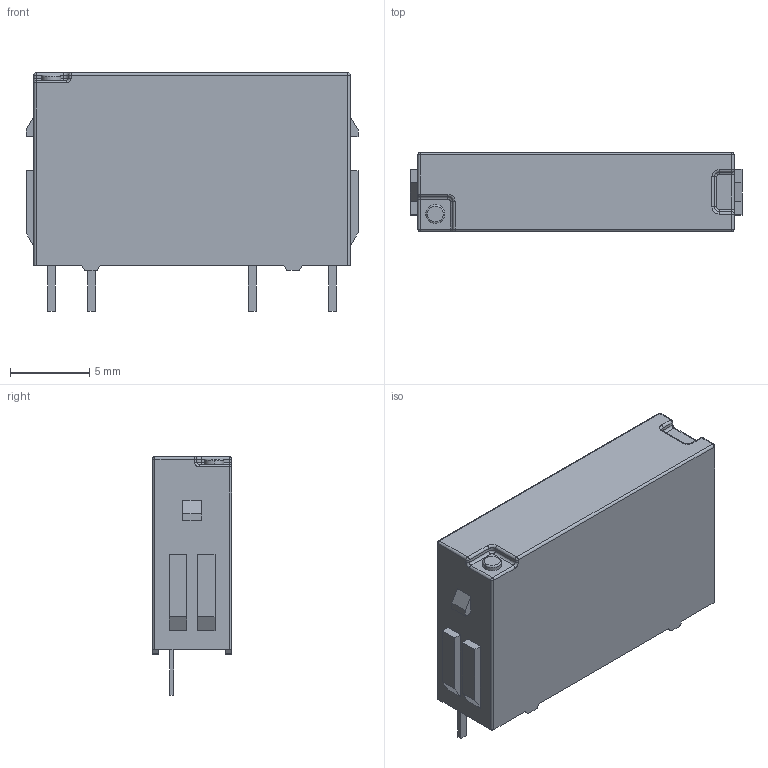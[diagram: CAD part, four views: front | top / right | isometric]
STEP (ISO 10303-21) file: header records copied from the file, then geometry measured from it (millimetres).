
FILE_DESCRIPTION (( 'STEP AP214' ), '1' );
FILE_NAME ('RELAY-TH_L21.0-5.0-H12.5-P2.54.step', '2022-07-09T13:45:21', ( '' ), ( '' ), 'SwSTEP 2.0', 'SolidWorks 2020', '' );
FILE_SCHEMA (( 'AUTOMOTIVE_DESIGN' ));
Length unit declared in the file: millimetre
Products named in the file (1): RELAY-TH_L21.0-5.0-H12.5-P2.54
Bounding box: 21 x 5.01 x 15.1 mm (x, y, z)
Volume: 1188.5 mm3; surface area: 875.6 mm2
Topology: 1 solids, 1 shells, 426 faces, 1123 edges, 728 vertices
Faces by surface type: plane 255, bspline 112, cylinder 39, torus 12, sphere 8
Entity records: 18875 total; most frequent: CARTESIAN_POINT 4374, ORIENTED_EDGE 2230, DIRECTION 1609, EDGE_CURVE 1115, VECTOR 795, LINE 795, VERTEX_POINT 728, EDGE_LOOP 463
